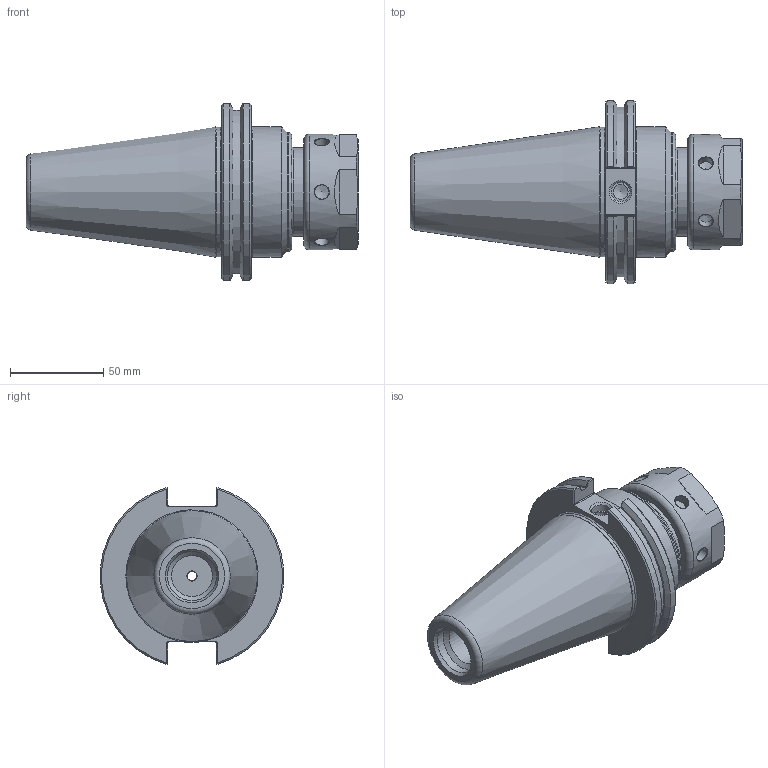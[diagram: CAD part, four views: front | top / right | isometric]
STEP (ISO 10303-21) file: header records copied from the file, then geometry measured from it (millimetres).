
FILE_DESCRIPTION((''),'2;1');
FILE_NAME('C50-10SC3.stp','2014-10-30T11:06:32',('blaste'),(''),'Autodesk Inventor 2012','Autodesk Inventor 2012','');
FILE_SCHEMA(('AUTOMOTIVE_DESIGN { 1 0 10303 214 1 1 1 1 }'));
Length unit declared in the file: inch
Products named in the file (7): C50-10SC3; C50-10SC3-1; 100HCN; 101CNN; 101CNR; 026-304; BS-10
Assembly tree (6 placements, depth 3):
  C50-10SC3
    C50-10SC3-1
    100HCN
      101CNN
      101CNR
      026-304
    BS-10
Bounding box: 177.8 x 98.06 x 94.71 mm (x, y, z)
Volume: 434622.4 mm3; surface area: 78481.9 mm2
Topology: 5 solids, 5 shells, 188 faces, 449 edges, 278 vertices
Faces by surface type: plane 64, cylinder 53, cone 50, torus 13, bspline 8
Full cylindrical faces by diameter (mm): 5.588 x1, 7.112 x1, 7.544 x6, 8 x1, 10.135 x1, 21.971 x1, 24.892 x2, 26.365 x1, 26.848 x1, 28.397 x1, 28.956 x1, 29.159 x1, 35.56 x1, 37.559 x1, 39.878 x1, 40.03 x1, 44.907 x1, 45.466 x3, 47.625 x1, 48.006 x1, 48.387 x1, 48.819 x2, 61.976 x1, 63.5 x1, 69.342 x1, 69.85 x1
Entity records: 6133 total; most frequent: CARTESIAN_POINT 2041, DIRECTION 790, ORIENTED_EDGE 686, EDGE_CURVE 343, AXIS2_PLACEMENT_3D 342, EDGE_LOOP 296, VERTEX_POINT 263, FACE_OUTER_BOUND 188
